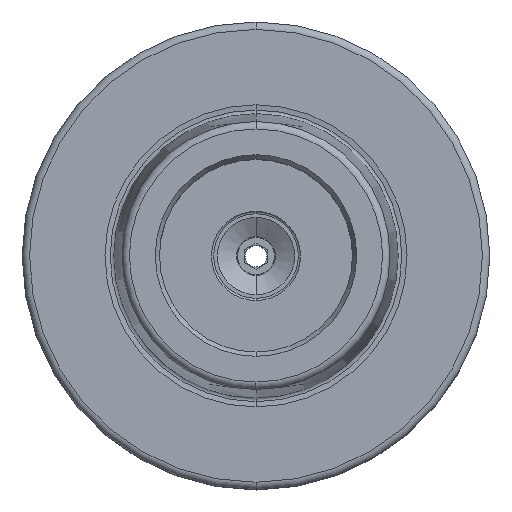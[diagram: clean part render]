
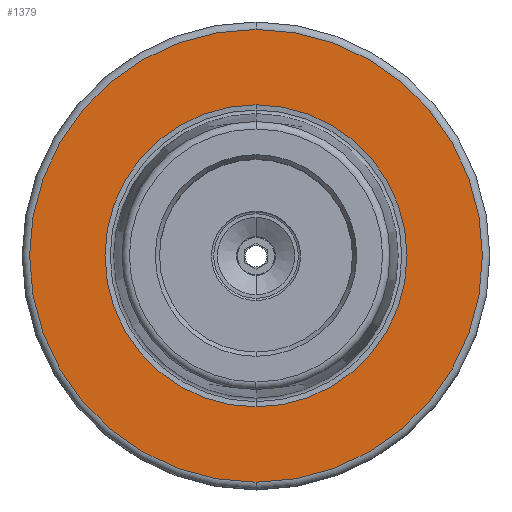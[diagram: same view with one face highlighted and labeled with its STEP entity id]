
A CAD part, top view. The second image highlights one B-rep face of the part: STEP entity #1379.
In plain terms, the highlighted planar face has unit normal (0, 0, 1).
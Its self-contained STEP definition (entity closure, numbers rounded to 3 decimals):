
#158=CARTESIAN_POINT('',(0,0,26));
#159=DIRECTION('',(0,0,1));
#160=DIRECTION('',(0,1,0));
#161=AXIS2_PLACEMENT_3D('',#158,#159,#160);
#163=CARTESIAN_POINT('',(0,0,26));
#164=DIRECTION('',(0,0,1));
#165=DIRECTION('',(0,-1,0));
#166=AXIS2_PLACEMENT_3D('',#163,#164,#165);
#176=CARTESIAN_POINT('',(0,0,26));
#177=DIRECTION('',(0,0,1));
#178=DIRECTION('',(0,1,0));
#179=AXIS2_PLACEMENT_3D('',#176,#177,#178);
#181=CARTESIAN_POINT('',(0,0,26));
#182=DIRECTION('',(0,0,-1));
#183=DIRECTION('',(0,1,0));
#184=AXIS2_PLACEMENT_3D('',#181,#182,#183);
#909=CARTESIAN_POINT('',(0,20.344,26));
#911=VERTEX_POINT('',#909);
#939=CARTESIAN_POINT('',(0,-20.344,26));
#941=VERTEX_POINT('',#939);
#985=CARTESIAN_POINT('',(0,30.5,26));
#986=CARTESIAN_POINT('',(0,-30.5,26));
#987=VERTEX_POINT('',#985);
#988=VERTEX_POINT('',#986);
#1363=CARTESIAN_POINT('',(0,0,26));
#1364=DIRECTION('',(0,0,-1));
#1365=DIRECTION('',(0,-1,0));
#1366=AXIS2_PLACEMENT_3D('',#1363,#1364,#1365);
#1367=PLANE('',#1366);
#1369=ORIENTED_EDGE('',*,*,#1368,.F.);
#1370=ORIENTED_EDGE('',*,*,#1353,.F.);
#1371=EDGE_LOOP('',(#1369,#1370));
#1372=FACE_OUTER_BOUND('',#1371,.F.);
#1374=ORIENTED_EDGE('',*,*,#1373,.T.);
#1376=ORIENTED_EDGE('',*,*,#1375,.F.);
#1377=EDGE_LOOP('',(#1374,#1376));
#1378=FACE_BOUND('',#1377,.F.);
#1379=ADVANCED_FACE('',(#1372,#1378),#1367,.F.);
#162=CIRCLE('',#161,30.5);
#167=CIRCLE('',#166,30.5);
#180=CIRCLE('',#179,20.344);
#185=CIRCLE('',#184,20.344);
#1353=EDGE_CURVE('',#988,#987,#167,.T.);
#1368=EDGE_CURVE('',#987,#988,#162,.T.);
#1373=EDGE_CURVE('',#911,#941,#180,.T.);
#1375=EDGE_CURVE('',#911,#941,#185,.T.);
